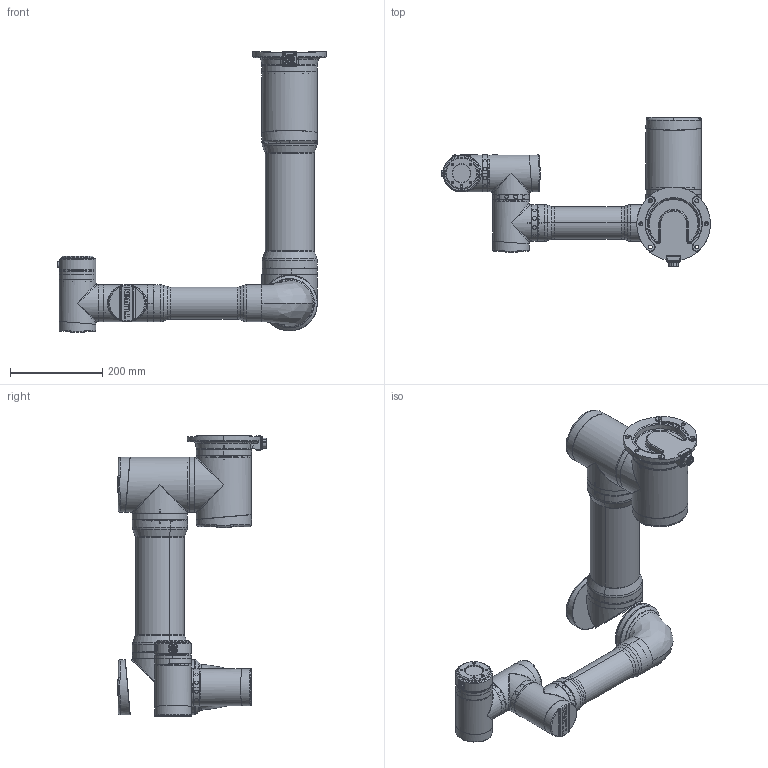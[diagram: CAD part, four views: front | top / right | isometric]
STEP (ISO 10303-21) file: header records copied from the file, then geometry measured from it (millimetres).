
FILE_DESCRIPTION (( 'STEP AP214' ), '1' );
FILE_NAME ('TCR050 V1.STEP', '2023-07-24T01:37:07', ( '' ), ( '' ), 'SwSTEP 2.0', 'SolidWorks 2018', '' );
FILE_SCHEMA (( 'AUTOMOTIVE_DESIGN' ));
Length unit declared in the file: millimetre
Products named in the file (15): TCR050-J3; TCR050 V1; TCR050-J2; TCR050-J0; TCR050-J1; TCR050-J5; TCR050-J6; TCR050-J4
Assembly tree (7 placements, depth 2):
  TCR050 V1
    TCR050-J0
    TCR050-J1
    TCR050-J2
    TCR050-J3
    TCR050-J4
    TCR050-J5
    TCR050-J6
  TCR050-J0
  TCR050-J1
  TCR050-J6
  TCR050-J5
Bounding box: 583.9 x 324.8 x 609.85 mm (x, y, z)
Volume: 11923338.9 mm3; surface area: 956009.8 mm2
Topology: 48 solids, 63 shells, 1982 faces, 4807 edges, 3023 vertices
Faces by surface type: cylinder 867, plane 591, torus 196, bspline 159, cone 119, sphere 50
Full cylindrical faces by diameter (mm): 5 x5, 76 x1, 80 x7, 116 x1, 120 x8
Entity records: 96050 total; most frequent: CARTESIAN_POINT 42176, DIRECTION 9547, ORIENTED_EDGE 9320, EDGE_CURVE 4660, AXIS2_PLACEMENT_3D 3829, VERTEX_POINT 2992, EDGE_LOOP 2240, FACE_OUTER_BOUND 2001
